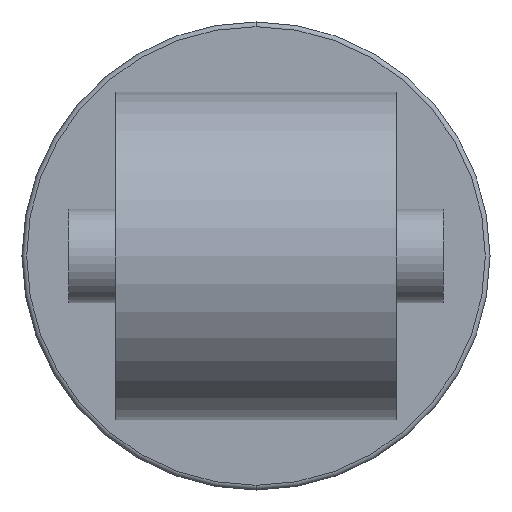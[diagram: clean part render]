
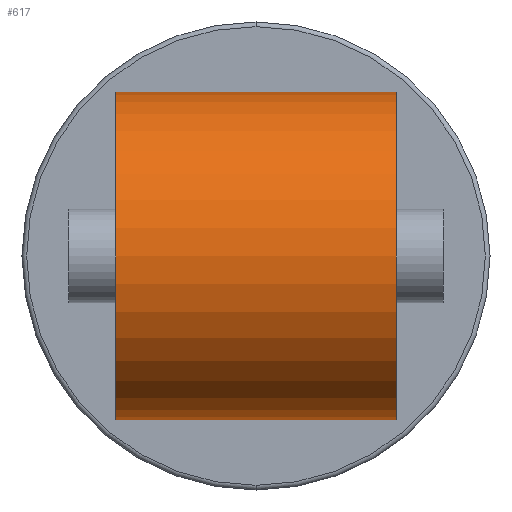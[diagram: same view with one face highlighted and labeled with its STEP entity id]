
A CAD part, front view. The second image highlights one B-rep face of the part: STEP entity #617.
In plain terms, the highlighted cylindrical face has radius 17.5 mm (diameter 35 mm), a partial arc.
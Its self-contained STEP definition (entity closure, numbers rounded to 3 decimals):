
#78 = CARTESIAN_POINT ( 'NONE',  ( 30., 0., -17.5 ) ) ;
#81 = VERTEX_POINT ( 'NONE', #153 ) ;
#87 = AXIS2_PLACEMENT_3D ( 'NONE', #346, #352, #457 ) ;
#107 = CARTESIAN_POINT ( 'NONE',  ( 30., 0., -17.5 ) ) ;
#108 = EDGE_CURVE ( 'NONE', #367, #143, #420, .T. ) ;
#142 = VERTEX_POINT ( 'NONE', #661 ) ;
#143 = VERTEX_POINT ( 'NONE', #156 ) ;
#151 = EDGE_CURVE ( 'NONE', #142, #143, #584, .T. ) ;
#153 = CARTESIAN_POINT ( 'NONE',  ( 30., 0., 17.5 ) ) ;
#156 = CARTESIAN_POINT ( 'NONE',  ( 0., 0., -17.5 ) ) ;
#178 = ORIENTED_EDGE ( 'NONE', *, *, #308, .T. ) ;
#192 = ORIENTED_EDGE ( 'NONE', *, *, #151, .T. ) ;
#198 = ORIENTED_EDGE ( 'NONE', *, *, #517, .F. ) ;
#282 = AXIS2_PLACEMENT_3D ( 'NONE', #285, #484, #644 ) ;
#285 = CARTESIAN_POINT ( 'NONE',  ( 30., 0., 0. ) ) ;
#308 = EDGE_CURVE ( 'NONE', #81, #142, #382, .T. ) ;
#330 = CIRCLE ( 'NONE', #337, 17.5 ) ;
#334 = CARTESIAN_POINT ( 'NONE',  ( 30., 0., 0. ) ) ;
#337 = AXIS2_PLACEMENT_3D ( 'NONE', #334, #532, #589 ) ;
#346 = CARTESIAN_POINT ( 'NONE',  ( 0., 0., 0. ) ) ;
#350 = DIRECTION ( 'NONE',  ( -1., 0., 0. ) ) ;
#352 = DIRECTION ( 'NONE',  ( 1., 0., 0. ) ) ;
#367 = VERTEX_POINT ( 'NONE', #78 ) ;
#382 = LINE ( 'NONE', #476, #593 ) ;
#420 = LINE ( 'NONE', #107, #541 ) ;
#457 = DIRECTION ( 'NONE',  ( 0., 0., -1. ) ) ;
#476 = CARTESIAN_POINT ( 'NONE',  ( 30., 0., 17.5 ) ) ;
#484 = DIRECTION ( 'NONE',  ( -1., 0., 0. ) ) ;
#517 = EDGE_CURVE ( 'NONE', #81, #367, #330, .T. ) ;
#532 = DIRECTION ( 'NONE',  ( 1., 0., 0. ) ) ;
#541 = VECTOR ( 'NONE', #350, 1000. ) ;
#546 = FACE_OUTER_BOUND ( 'NONE', #555, .T. ) ;
#555 = EDGE_LOOP ( 'NONE', ( #192, #654, #198, #178 ) ) ;
#583 = DIRECTION ( 'NONE',  ( -1., 0., 0. ) ) ;
#584 = CIRCLE ( 'NONE', #87, 17.5 ) ;
#589 = DIRECTION ( 'NONE',  ( 0., 0., -1. ) ) ;
#593 = VECTOR ( 'NONE', #583, 1000. ) ;
#617 = ADVANCED_FACE ( 'NONE', ( #546 ), #642, .T. ) ;
#642 = CYLINDRICAL_SURFACE ( 'NONE', #282, 17.5 ) ;
#644 = DIRECTION ( 'NONE',  ( 0., 0., 1. ) ) ;
#654 = ORIENTED_EDGE ( 'NONE', *, *, #108, .F. ) ;
#661 = CARTESIAN_POINT ( 'NONE',  ( 0., 0., 17.5 ) ) ;
